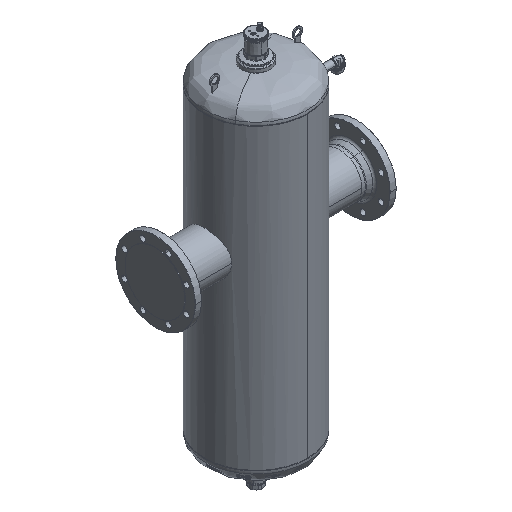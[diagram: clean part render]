
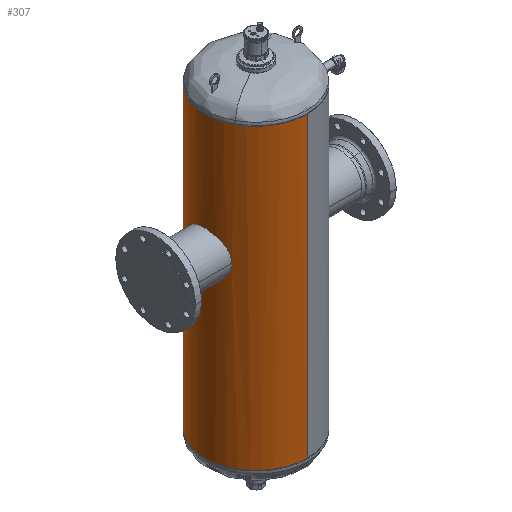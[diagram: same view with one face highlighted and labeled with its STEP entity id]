
A CAD part, isometric view. The second image highlights one B-rep face of the part: STEP entity #307.
In plain terms, the highlighted cylindrical face has radius 161.95 mm (diameter 323.9 mm), a partial arc.
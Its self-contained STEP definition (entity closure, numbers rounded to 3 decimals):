
#31=CARTESIAN_POINT('Axis2P3D Location',(0.,0.,467.5)) ;
#42=CARTESIAN_POINT('Vertex',(0.,161.95,935.)) ;
#49=CARTESIAN_POINT('Vertex',(0.,-161.95,935.)) ;
#52=CARTESIAN_POINT('Line Origine',(0.,-161.95,467.5)) ;
#56=CARTESIAN_POINT('Vertex',(0.,-161.95,0.)) ;
#70=CARTESIAN_POINT('Vertex',(0.,161.95,0.)) ;
#73=CARTESIAN_POINT('Line Origine',(0.,161.95,467.5)) ;
#206=CARTESIAN_POINT('Axis2P3D Location',(0.,0.,0.)) ;
#210=CARTESIAN_POINT('Vertex',(-142.124,77.643,0.)) ;
#213=CARTESIAN_POINT('Axis2P3D Location',(0.,0.,0.)) ;
#218=CARTESIAN_POINT('Axis2P3D Location',(0.,0.,935.)) ;
#222=CARTESIAN_POINT('Vertex',(-142.124,-77.643,935.)) ;
#225=CARTESIAN_POINT('Axis2P3D Location',(0.,0.,935.)) ;
#239=CARTESIAN_POINT('Control Point',(-146.112,-69.85,556.)) ;
#240=CARTESIAN_POINT('Control Point',(-146.112,-69.85,562.465)) ;
#241=CARTESIAN_POINT('Control Point',(-146.47,-69.102,568.929)) ;
#242=CARTESIAN_POINT('Control Point',(-147.186,-67.606,575.249)) ;
#243=CARTESIAN_POINT('Control Point',(-148.816,-64.023,585.152)) ;
#244=CARTESIAN_POINT('Control Point',(-150.946,-58.745,594.112)) ;
#245=CARTESIAN_POINT('Control Point',(-151.828,-56.448,597.437)) ;
#246=CARTESIAN_POINT('Control Point',(-153.794,-50.984,604.242)) ;
#247=CARTESIAN_POINT('Control Point',(-155.775,-44.528,610.123)) ;
#248=CARTESIAN_POINT('Control Point',(-156.807,-40.79,612.996)) ;
#249=CARTESIAN_POINT('Control Point',(-158.638,-33.218,617.859)) ;
#250=CARTESIAN_POINT('Control Point',(-160.1,-24.909,621.47)) ;
#251=CARTESIAN_POINT('Control Point',(-160.688,-20.821,622.885)) ;
#252=CARTESIAN_POINT('Control Point',(-161.599,-12.569,625.04)) ;
#253=CARTESIAN_POINT('Control Point',(-161.982,-4.047,625.923)) ;
#254=CARTESIAN_POINT('Control Point',(-162.032,0.172,626.04)) ;
#255=CARTESIAN_POINT('Control Point',(-161.774,12.538,625.448)) ;
#256=CARTESIAN_POINT('Control Point',(-160.376,24.512,622.165)) ;
#257=CARTESIAN_POINT('Control Point',(-159.009,31.969,618.879)) ;
#258=CARTESIAN_POINT('Control Point',(-155.734,45.545,610.422)) ;
#259=CARTESIAN_POINT('Control Point',(-152.032,56.183,598.606)) ;
#260=CARTESIAN_POINT('Control Point',(-150.255,60.624,592.03)) ;
#261=CARTESIAN_POINT('Control Point',(-147.929,65.991,580.974)) ;
#262=CARTESIAN_POINT('Control Point',(-146.595,68.84,568.97)) ;
#263=CARTESIAN_POINT('Control Point',(-146.273,69.513,564.675)) ;
#264=CARTESIAN_POINT('Control Point',(-146.112,69.85,560.338)) ;
#265=CARTESIAN_POINT('Control Point',(-146.112,69.85,556.)) ;
#266=CARTESIAN_POINT('Vertex',(-146.112,-69.85,556.)) ;
#268=CARTESIAN_POINT('Vertex',(-146.112,69.85,556.)) ;
#272=CARTESIAN_POINT('Control Point',(-146.112,69.85,556.)) ;
#273=CARTESIAN_POINT('Control Point',(-146.112,69.85,549.389)) ;
#274=CARTESIAN_POINT('Control Point',(-146.486,69.068,542.778)) ;
#275=CARTESIAN_POINT('Control Point',(-147.235,67.503,536.323)) ;
#276=CARTESIAN_POINT('Control Point',(-148.92,63.79,526.305)) ;
#277=CARTESIAN_POINT('Control Point',(-151.103,58.342,517.273)) ;
#278=CARTESIAN_POINT('Control Point',(-151.992,56.006,513.967)) ;
#279=CARTESIAN_POINT('Control Point',(-153.967,50.466,507.216)) ;
#280=CARTESIAN_POINT('Control Point',(-155.942,43.942,501.4)) ;
#281=CARTESIAN_POINT('Control Point',(-156.967,40.173,498.568)) ;
#282=CARTESIAN_POINT('Control Point',(-158.776,32.554,493.79)) ;
#283=CARTESIAN_POINT('Control Point',(-160.207,24.211,490.269)) ;
#284=CARTESIAN_POINT('Control Point',(-160.779,20.113,488.899)) ;
#285=CARTESIAN_POINT('Control Point',(-161.654,11.843,486.832)) ;
#286=CARTESIAN_POINT('Control Point',(-161.998,3.32,486.039)) ;
#287=CARTESIAN_POINT('Control Point',(-162.03,-0.898,485.966)) ;
#288=CARTESIAN_POINT('Control Point',(-161.716,-13.265,486.686)) ;
#289=CARTESIAN_POINT('Control Point',(-160.267,-25.208,490.095)) ;
#290=CARTESIAN_POINT('Control Point',(-158.872,-32.635,493.463)) ;
#291=CARTESIAN_POINT('Control Point',(-156.335,-42.964,500.051)) ;
#292=CARTESIAN_POINT('Control Point',(-153.571,-51.55,508.594)) ;
#293=CARTESIAN_POINT('Control Point',(-152.624,-54.266,511.728)) ;
#294=CARTESIAN_POINT('Control Point',(-150.881,-58.954,518.025)) ;
#295=CARTESIAN_POINT('Control Point',(-149.324,-62.732,524.945)) ;
#296=CARTESIAN_POINT('Control Point',(-148.65,-64.3,528.332)) ;
#297=CARTESIAN_POINT('Control Point',(-147.397,-67.128,535.703)) ;
#298=CARTESIAN_POINT('Control Point',(-146.564,-68.906,543.457)) ;
#299=CARTESIAN_POINT('Control Point',(-146.263,-69.535,547.612)) ;
#300=CARTESIAN_POINT('Control Point',(-146.112,-69.85,551.806)) ;
#301=CARTESIAN_POINT('Control Point',(-146.112,-69.85,556.)) ;
#54=VECTOR('Line Direction',#53,1.) ;
#75=VECTOR('Line Direction',#74,1.) ;
#32=DIRECTION('Axis2P3D Direction',(0.,0.,1.)) ;
#33=DIRECTION('Axis2P3D XDirection',(0.,-1.,-0.)) ;
#53=DIRECTION('Vector Direction',(0.,0.,1.)) ;
#74=DIRECTION('Vector Direction',(0.,0.,1.)) ;
#207=DIRECTION('Axis2P3D Direction',(0.,0.,1.)) ;
#214=DIRECTION('Axis2P3D Direction',(0.,0.,1.)) ;
#219=DIRECTION('Axis2P3D Direction',(0.,0.,1.)) ;
#226=DIRECTION('Axis2P3D Direction',(0.,0.,1.)) ;
#34=AXIS2_PLACEMENT_3D('Cylinder Axis2P3D',#31,#32,#33) ;
#208=AXIS2_PLACEMENT_3D('Circle Axis2P3D',#206,#207,$) ;
#215=AXIS2_PLACEMENT_3D('Circle Axis2P3D',#213,#214,$) ;
#220=AXIS2_PLACEMENT_3D('Circle Axis2P3D',#218,#219,$) ;
#227=AXIS2_PLACEMENT_3D('Circle Axis2P3D',#225,#226,$) ;
#55=LINE('Line',#52,#54) ;
#76=LINE('Line',#73,#75) ;
#209=CIRCLE('generated circle',#208,161.95) ;
#216=CIRCLE('generated circle',#215,161.95) ;
#221=CIRCLE('generated circle',#220,161.95) ;
#228=CIRCLE('generated circle',#227,161.95) ;
#35=CYLINDRICAL_SURFACE('generated cylinder',#34,161.95) ;
#306=FACE_BOUND('',#303,.T.) ;
#58=EDGE_CURVE('',#50,#57,#55,.F.) ;
#77=EDGE_CURVE('',#43,#71,#76,.F.) ;
#212=EDGE_CURVE('',#211,#71,#209,.F.) ;
#217=EDGE_CURVE('',#57,#211,#216,.F.) ;
#224=EDGE_CURVE('',#223,#50,#221,.T.) ;
#229=EDGE_CURVE('',#43,#223,#228,.T.) ;
#270=EDGE_CURVE('',#267,#269,#238,.T.) ;
#302=EDGE_CURVE('',#269,#267,#271,.T.) ;
#231=ORIENTED_EDGE('',*,*,#77,.T.) ;
#232=ORIENTED_EDGE('',*,*,#212,.F.) ;
#233=ORIENTED_EDGE('',*,*,#217,.F.) ;
#234=ORIENTED_EDGE('',*,*,#58,.F.) ;
#235=ORIENTED_EDGE('',*,*,#224,.F.) ;
#236=ORIENTED_EDGE('',*,*,#229,.F.) ;
#304=ORIENTED_EDGE('',*,*,#270,.F.) ;
#305=ORIENTED_EDGE('',*,*,#302,.F.) ;
#230=EDGE_LOOP('',(#231,#232,#233,#234,#235,#236)) ;
#303=EDGE_LOOP('',(#304,#305)) ;
#43=VERTEX_POINT('',#42) ;
#50=VERTEX_POINT('',#49) ;
#57=VERTEX_POINT('',#56) ;
#71=VERTEX_POINT('',#70) ;
#211=VERTEX_POINT('',#210) ;
#223=VERTEX_POINT('',#222) ;
#267=VERTEX_POINT('',#266) ;
#269=VERTEX_POINT('',#268) ;
#307=ADVANCED_FACE('PartBody',(#237,#306),#35,.T.) ;
#238=B_SPLINE_CURVE_WITH_KNOTS('',5,(#239,#240,#241,#242,#243,#244,#245,#246,#247,#248,#249,#250,#251,#252,#253,#254,#255,#256,#257,#258,#259,#260,#261,#262,#263,#264,#265),.UNSPECIFIED.,.F.,.U.,(6,3,3,3,3,3,3,3,6),(314.284,359.996,389.139,423.103,453.835,483.548,541.106,597.895,628.567),.UNSPECIFIED.) ;
#271=B_SPLINE_CURVE_WITH_KNOTS('',5,(#272,#273,#274,#275,#276,#277,#278,#279,#280,#281,#282,#283,#284,#285,#286,#287,#288,#289,#290,#291,#292,#293,#294,#295,#296,#297,#298,#299,#300,#301),.UNSPECIFIED.,.F.,.U.,(6,3,3,3,3,3,3,3,3,6),(0.,46.747,75.954,109.902,140.583,170.284,227.922,257.899,284.628,314.284),.UNSPECIFIED.) ;
#237=FACE_OUTER_BOUND('',#230,.T.) ;
